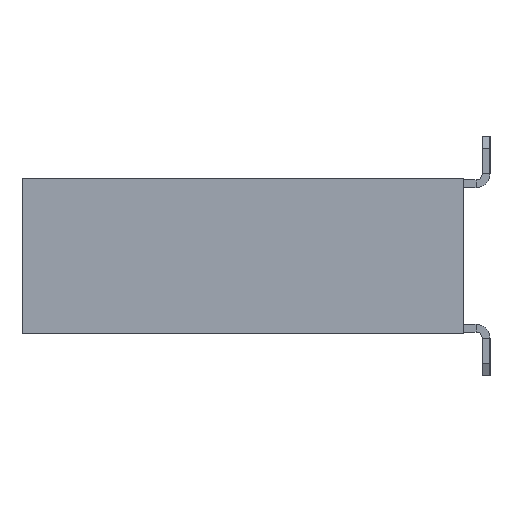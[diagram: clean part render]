
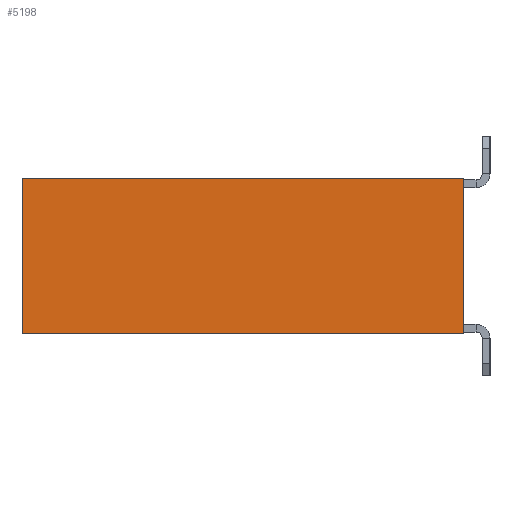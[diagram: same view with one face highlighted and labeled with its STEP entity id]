
A CAD part, left-side view. The second image highlights one B-rep face of the part: STEP entity #5198.
In plain terms, the highlighted planar face has unit normal (-1, 0, 0).
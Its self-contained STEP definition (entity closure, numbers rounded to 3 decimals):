
#142 = PLANE ( 'NONE',  #2267 ) ;
#555 = CARTESIAN_POINT ( 'NONE',  ( -15.49, 3.55, 0. ) ) ;
#841 = CARTESIAN_POINT ( 'NONE',  ( -15.49, -3.55, 2.5 ) ) ;
#921 = EDGE_LOOP ( 'NONE', ( #6393, #4495, #5085, #3470 ) ) ;
#1043 = VECTOR ( 'NONE', #5885, 1000. ) ;
#1054 = FACE_OUTER_BOUND ( 'NONE', #921, .T. ) ;
#1250 = LINE ( 'NONE', #841, #1043 ) ;
#1514 = CARTESIAN_POINT ( 'NONE',  ( -15.49, 3.55, 2.5 ) ) ;
#1943 = DIRECTION ( 'NONE',  ( 0., -1., 0. ) ) ;
#2148 = DIRECTION ( 'NONE',  ( 0., 0., -1. ) ) ;
#2267 = AXIS2_PLACEMENT_3D ( 'NONE', #5173, #6448, #2657 ) ;
#2286 = CARTESIAN_POINT ( 'NONE',  ( -15.49, -3.55, 2.5 ) ) ;
#2343 = EDGE_CURVE ( 'NONE', #5642, #7001, #7489, .T. ) ;
#2391 = CARTESIAN_POINT ( 'NONE',  ( -15.49, -3.55, 0. ) ) ;
#2657 = DIRECTION ( 'NONE',  ( 0., 0., -1. ) ) ;
#3012 = LINE ( 'NONE', #1514, #4319 ) ;
#3470 = ORIENTED_EDGE ( 'NONE', *, *, #5294, .T. ) ;
#3491 = EDGE_CURVE ( 'NONE', #7001, #7807, #1250, .T. ) ;
#4319 = VECTOR ( 'NONE', #2148, 1000. ) ;
#4495 = ORIENTED_EDGE ( 'NONE', *, *, #3491, .F. ) ;
#4810 = VECTOR ( 'NONE', #1943, 1000. ) ;
#5085 = ORIENTED_EDGE ( 'NONE', *, *, #2343, .F. ) ;
#5098 = EDGE_CURVE ( 'NONE', #5530, #7807, #6497, .T. ) ;
#5173 = CARTESIAN_POINT ( 'NONE',  ( -15.49, 3.55, 2.5 ) ) ;
#5198 = ADVANCED_FACE ( 'NONE', ( #1054 ), #142, .F. ) ;
#5294 = EDGE_CURVE ( 'NONE', #5642, #5530, #3012, .T. ) ;
#5530 = VERTEX_POINT ( 'NONE', #555 ) ;
#5642 = VERTEX_POINT ( 'NONE', #6320 ) ;
#5885 = DIRECTION ( 'NONE',  ( 0., 0., -1. ) ) ;
#6320 = CARTESIAN_POINT ( 'NONE',  ( -15.49, 3.55, 2.5 ) ) ;
#6325 = CARTESIAN_POINT ( 'NONE',  ( -15.49, 3.55, 2.5 ) ) ;
#6393 = ORIENTED_EDGE ( 'NONE', *, *, #5098, .T. ) ;
#6448 = DIRECTION ( 'NONE',  ( 1., 0., 0. ) ) ;
#6497 = LINE ( 'NONE', #7611, #4810 ) ;
#7001 = VERTEX_POINT ( 'NONE', #2286 ) ;
#7093 = VECTOR ( 'NONE', #7592, 1000. ) ;
#7489 = LINE ( 'NONE', #6325, #7093 ) ;
#7592 = DIRECTION ( 'NONE',  ( 0., -1., 0. ) ) ;
#7611 = CARTESIAN_POINT ( 'NONE',  ( -15.49, 3.55, 0. ) ) ;
#7807 = VERTEX_POINT ( 'NONE', #2391 ) ;
